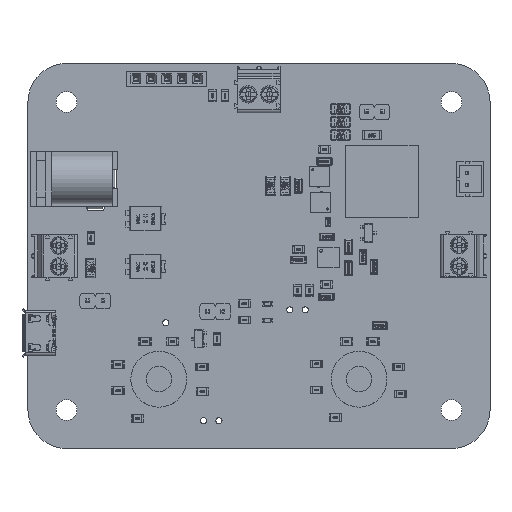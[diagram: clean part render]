
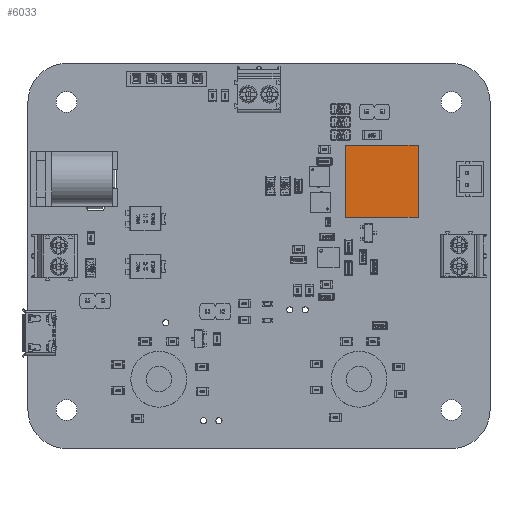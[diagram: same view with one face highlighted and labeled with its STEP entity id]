
A CAD part, top view. The second image highlights one B-rep face of the part: STEP entity #6033.
In plain terms, the highlighted planar face has unit normal (0, 0, 1).
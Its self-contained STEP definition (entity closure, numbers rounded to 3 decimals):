
#5904 = VERTEX_POINT('',#5905);
#5905 = CARTESIAN_POINT('',(52.397,38.101,8.)
  );
#5911 = EDGE_CURVE('',#5904,#5912,#5914,.T.);
#5912 = VERTEX_POINT('',#5913);
#5913 = CARTESIAN_POINT('',(52.397,50.037,8.)
  );
#5914 = LINE('',#5915,#5916);
#5915 = CARTESIAN_POINT('',(52.397,38.101,8.)
  );
#5916 = VECTOR('',#5917,1.);
#5917 = DIRECTION('',(0.,1.,0.));
#5942 = EDGE_CURVE('',#5912,#5943,#5945,.T.);
#5943 = VERTEX_POINT('',#5944);
#5944 = CARTESIAN_POINT('',(64.334,50.037,8.)
  );
#5945 = LINE('',#5946,#5947);
#5946 = CARTESIAN_POINT('',(52.397,50.037,8.)
  );
#5947 = VECTOR('',#5948,1.);
#5948 = DIRECTION('',(1.,0.,0.));
#5973 = EDGE_CURVE('',#5943,#5974,#5976,.T.);
#5974 = VERTEX_POINT('',#5975);
#5975 = CARTESIAN_POINT('',(64.334,38.101,8.)
  );
#5976 = LINE('',#5977,#5978);
#5977 = CARTESIAN_POINT('',(64.334,50.037,8.)
  );
#5978 = VECTOR('',#5979,1.);
#5979 = DIRECTION('',(0.,-1.,0.));
#6004 = EDGE_CURVE('',#5974,#5904,#6005,.T.);
#6005 = LINE('',#6006,#6007);
#6006 = CARTESIAN_POINT('',(64.334,38.101,8.)
  );
#6007 = VECTOR('',#6008,1.);
#6008 = DIRECTION('',(-1.,0.,0.));
#6033 = ADVANCED_FACE('',(#6034),#6040,.T.);
#6034 = FACE_BOUND('',#6035,.F.);
#6035 = EDGE_LOOP('',(#6036,#6037,#6038,#6039));
#6036 = ORIENTED_EDGE('',*,*,#5911,.T.);
#6037 = ORIENTED_EDGE('',*,*,#5942,.T.);
#6038 = ORIENTED_EDGE('',*,*,#5973,.T.);
#6039 = ORIENTED_EDGE('',*,*,#6004,.T.);
#6040 = PLANE('',#6041);
#6041 = AXIS2_PLACEMENT_3D('',#6042,#6043,#6044);
#6042 = CARTESIAN_POINT('',(52.397,38.101,8.)
  );
#6043 = DIRECTION('',(0.,0.,1.));
#6044 = DIRECTION('',(1.,0.,0.));
